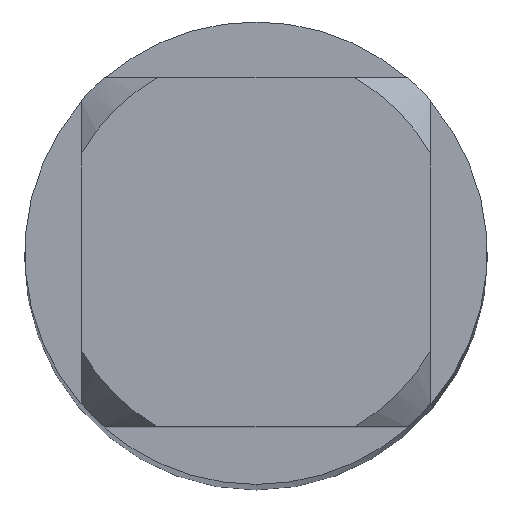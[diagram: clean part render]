
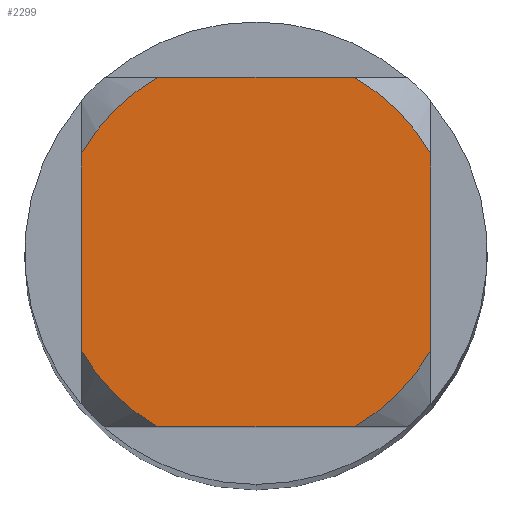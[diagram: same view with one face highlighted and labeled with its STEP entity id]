
A CAD part, top view. The second image highlights one B-rep face of the part: STEP entity #2299.
In plain terms, the highlighted planar face has unit normal (0, 0, 1).
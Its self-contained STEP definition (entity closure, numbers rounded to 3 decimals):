
#835=VERTEX_POINT('',#2418);
#953=VERTEX_POINT('',#2541);
#977=VERTEX_POINT('',#2567);
#1001=VERTEX_POINT('',#2595);
#1285=VERTEX_POINT('',#2906);
#1351=EDGE_CURVE('',#1907,#1001,#2976,.T.);
#1405=EDGE_CURVE('',#1981,#977,#3034,.T.);
#1559=EDGE_CURVE('',#1991,#953,#3205,.T.);
#1691=EDGE_CURVE('',#1991,#1001,#3346,.T.);
#1901=EDGE_CURVE('',#1285,#953,#3581,.T.);
#1907=VERTEX_POINT('',#3587);
#1981=VERTEX_POINT('',#3667);
#1991=VERTEX_POINT('',#3677);
#2025=EDGE_CURVE('',#1981,#835,#3713,.T.);
#2145=EDGE_CURVE('',#1285,#977,#3848,.T.);
#2299=ADVANCED_FACE('',(#4015),#4016,.T.);
#2315=EDGE_CURVE('',#1907,#835,#4033,.T.);
#2418=CARTESIAN_POINT('',(0.955,-1.7,0.0));
#2541=CARTESIAN_POINT('',(-0.955,1.7,0.0));
#2567=CARTESIAN_POINT('',(-1.7,-0.955,0.0));
#2595=CARTESIAN_POINT('',(1.7,0.955,0.0));
#2906=CARTESIAN_POINT('',(-1.7,0.955,0.0));
#2976=LINE('',#5775,#5776);
#3034=CIRCLE('',#5909,1.95);
#3205=LINE('',#6265,#6266);
#3346=CIRCLE('',#6604,1.95);
#3581=CIRCLE('',#7213,1.95);
#3587=CARTESIAN_POINT('',(1.7,-0.955,0.0));
#3667=CARTESIAN_POINT('',(-0.955,-1.7,0.0));
#3677=CARTESIAN_POINT('',(0.955,1.7,0.0));
#3713=LINE('',#7540,#7541);
#3848=LINE('',#8015,#8016);
#4015=FACE_OUTER_BOUND('',#8288,.T.);
#4016=PLANE('',#8289);
#4033=CIRCLE('',#8348,1.95);
#5775=CARTESIAN_POINT('',(1.7,0.488,0.0));
#5776=VECTOR('',#9140,1.0);
#5909=AXIS2_PLACEMENT_3D('',#9189,#9190,#9191);
#6265=CARTESIAN_POINT('',(0.0,1.7,0.0));
#6266=VECTOR('',#9401,1.0);
#6604=AXIS2_PLACEMENT_3D('',#9553,#9554,#9555);
#7213=AXIS2_PLACEMENT_3D('',#9844,#9845,#9846);
#7540=CARTESIAN_POINT('',(0.0,-1.7,0.0));
#7541=VECTOR('',#9956,1.0);
#8015=CARTESIAN_POINT('',(-1.7,0.488,0.0));
#8016=VECTOR('',#10110,1.0);
#8288=EDGE_LOOP('',(#10303,#10304,#10305,#10306,#10307,#10308,#10309,#10310));
#8289=AXIS2_PLACEMENT_3D('',#10311,#10312,#10313);
#8348=AXIS2_PLACEMENT_3D('',#10327,#10328,#10329);
#9140=DIRECTION('',(-0.0,1.0,0.0));
#9189=CARTESIAN_POINT('',(0.0,0.0,0.0));
#9190=DIRECTION('',(0.0,0.0,-1.0));
#9191=DIRECTION('',(0.0,1.0,0.0));
#9401=DIRECTION('',(-1.0,0.0,0.0));
#9553=CARTESIAN_POINT('',(0.0,0.0,0.0));
#9554=DIRECTION('',(0.0,0.0,-1.0));
#9555=DIRECTION('',(0.0,1.0,0.0));
#9844=CARTESIAN_POINT('',(0.0,0.0,0.0));
#9845=DIRECTION('',(0.0,0.0,-1.0));
#9846=DIRECTION('',(0.0,1.0,0.0));
#9956=DIRECTION('',(1.0,0.0,0.0));
#10110=DIRECTION('',(-0.0,-1.0,0.0));
#10303=ORIENTED_EDGE('',*,*,#2145,.T.);
#10304=ORIENTED_EDGE('',*,*,#1405,.F.);
#10305=ORIENTED_EDGE('',*,*,#2025,.T.);
#10306=ORIENTED_EDGE('',*,*,#2315,.F.);
#10307=ORIENTED_EDGE('',*,*,#1351,.T.);
#10308=ORIENTED_EDGE('',*,*,#1691,.F.);
#10309=ORIENTED_EDGE('',*,*,#1559,.T.);
#10310=ORIENTED_EDGE('',*,*,#1901,.F.);
#10311=CARTESIAN_POINT('',(0.0,0.975,0.0));
#10312=DIRECTION('',(-0.0,0.0,1.0));
#10313=DIRECTION('',(0.0,-1.0,0.0));
#10327=CARTESIAN_POINT('',(0.0,0.0,0.0));
#10328=DIRECTION('',(0.0,0.0,-1.0));
#10329=DIRECTION('',(0.0,1.0,0.0));
